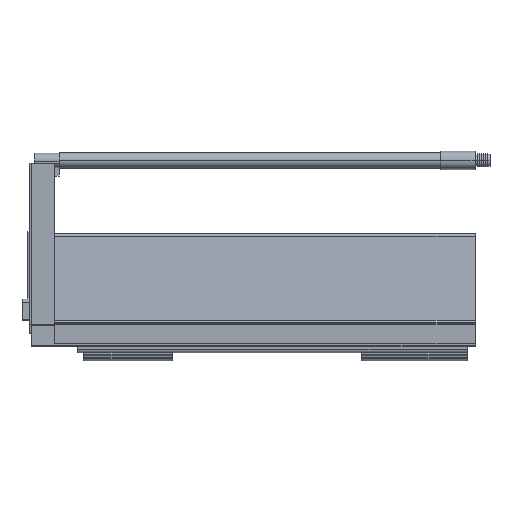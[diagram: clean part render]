
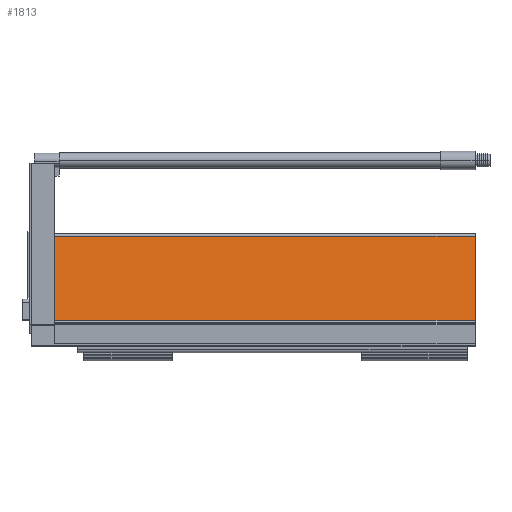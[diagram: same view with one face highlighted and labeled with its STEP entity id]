
A CAD part, top view. The second image highlights one B-rep face of the part: STEP entity #1813.
In plain terms, the highlighted planar face has unit normal (0, 0.139, 0.99).
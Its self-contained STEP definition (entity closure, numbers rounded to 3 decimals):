
#567 = DIRECTION ( 'NONE',  ( 0., 0.139, 0.99 ) ) ;
#974 = VERTEX_POINT ( 'NONE', #1548 ) ;
#1031 = AXIS2_PLACEMENT_3D ( 'NONE', #12143, #567, #4435 ) ;
#1548 = CARTESIAN_POINT ( 'NONE',  ( -323.5, 75.024, 25.028 ) ) ;
#1589 = CARTESIAN_POINT ( 'NONE',  ( -323.5, 10.222, 34.135 ) ) ;
#1610 = CARTESIAN_POINT ( 'NONE',  ( 0., 10.222, 34.135 ) ) ;
#1714 = DIRECTION ( 'NONE',  ( 0., 0.99, -0.139 ) ) ;
#1736 = DIRECTION ( 'NONE',  ( 1., 0., 0. ) ) ;
#1813 = ADVANCED_FACE ( 'NONE', ( #9378 ), #9250, .T. ) ;
#2378 = CARTESIAN_POINT ( 'NONE',  ( -343., 75.024, 25.028 ) ) ;
#2541 = DIRECTION ( 'NONE',  ( 1., 0., 0. ) ) ;
#2995 = ORIENTED_EDGE ( 'NONE', *, *, #8704, .T. ) ;
#3366 = CARTESIAN_POINT ( 'NONE',  ( 0., 10.222, 34.135 ) ) ;
#3379 = CARTESIAN_POINT ( 'NONE',  ( 0., 75.024, 25.028 ) ) ;
#3421 = EDGE_CURVE ( 'NONE', #974, #6563, #7210, .T. ) ;
#4435 = DIRECTION ( 'NONE',  ( 0., -0.99, 0.139 ) ) ;
#4893 = ORIENTED_EDGE ( 'NONE', *, *, #3421, .F. ) ;
#5274 = VECTOR ( 'NONE', #1736, 1000. ) ;
#6044 = EDGE_LOOP ( 'NONE', ( #8494, #2995, #7042, #4893 ) ) ;
#6095 = VECTOR ( 'NONE', #2541, 1000. ) ;
#6106 = VERTEX_POINT ( 'NONE', #1610 ) ;
#6545 = LINE ( 'NONE', #10394, #8980 ) ;
#6563 = VERTEX_POINT ( 'NONE', #3379 ) ;
#6638 = CARTESIAN_POINT ( 'NONE',  ( 0., 75.024, 25.028 ) ) ;
#7042 = ORIENTED_EDGE ( 'NONE', *, *, #10900, .F. ) ;
#7210 = LINE ( 'NONE', #2378, #5274 ) ;
#7364 = LINE ( 'NONE', #3366, #6095 ) ;
#7644 = LINE ( 'NONE', #6638, #8601 ) ;
#8494 = ORIENTED_EDGE ( 'NONE', *, *, #10154, .F. ) ;
#8601 = VECTOR ( 'NONE', #9537, 1000. ) ;
#8704 = EDGE_CURVE ( 'NONE', #9947, #6106, #7364, .T. ) ;
#8980 = VECTOR ( 'NONE', #1714, 1000. ) ;
#9250 = PLANE ( 'NONE',  #1031 ) ;
#9378 = FACE_OUTER_BOUND ( 'NONE', #6044, .T. ) ;
#9537 = DIRECTION ( 'NONE',  ( 0., -0.99, 0.139 ) ) ;
#9947 = VERTEX_POINT ( 'NONE', #1589 ) ;
#10154 = EDGE_CURVE ( 'NONE', #9947, #974, #6545, .T. ) ;
#10394 = CARTESIAN_POINT ( 'NONE',  ( -323.5, 75.024, 25.028 ) ) ;
#10900 = EDGE_CURVE ( 'NONE', #6563, #6106, #7644, .T. ) ;
#12143 = CARTESIAN_POINT ( 'NONE',  ( -343., 75.024, 25.028 ) ) ;
